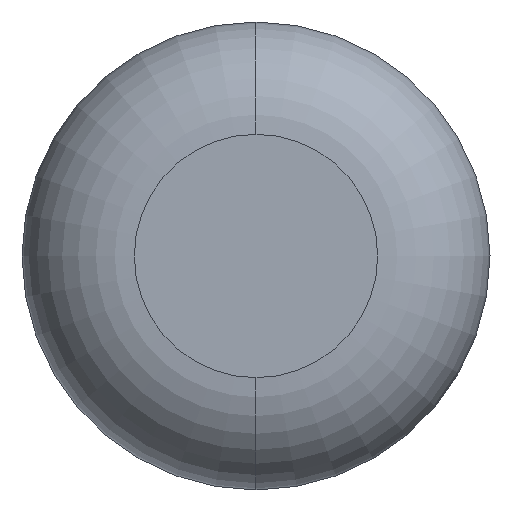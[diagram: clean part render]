
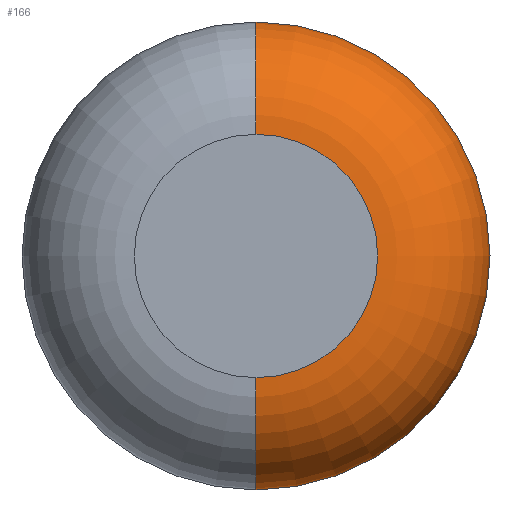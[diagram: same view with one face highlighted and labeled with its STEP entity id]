
A CAD part, front view. The second image highlights one B-rep face of the part: STEP entity #166.
In plain terms, the highlighted toroidal (fillet/blend) face has major radius 2.477 mm and minor radius 2.286 mm.
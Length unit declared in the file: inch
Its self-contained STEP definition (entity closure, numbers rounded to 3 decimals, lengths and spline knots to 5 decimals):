
#21 = FACE_OUTER_BOUND ( 'NONE', #31, .T. ) ;
#31 = EDGE_LOOP ( 'NONE', ( #265, #312, #470, #59 ) ) ;
#40 = CARTESIAN_POINT ( 'NONE',  ( 0., 0.09, 0. ) ) ;
#45 = DIRECTION ( 'NONE',  ( 0., 0., -1. ) ) ;
#52 = AXIS2_PLACEMENT_3D ( 'NONE', #40, #85, #159 ) ;
#53 = AXIS2_PLACEMENT_3D ( 'NONE', #250, #424, #540 ) ;
#59 = ORIENTED_EDGE ( 'NONE', *, *, #371, .F. ) ;
#67 = EDGE_CURVE ( 'NONE', #109, #173, #107, .T. ) ;
#79 = DIRECTION ( 'NONE',  ( 0., 0., -1. ) ) ;
#81 = AXIS2_PLACEMENT_3D ( 'NONE', #345, #205, #79 ) ;
#85 = DIRECTION ( 'NONE',  ( 0., -1., 0. ) ) ;
#92 = CARTESIAN_POINT ( 'NONE',  ( 0., 0.09, 0.1875 ) ) ;
#104 = DIRECTION ( 'NONE',  ( 1., 0., 0. ) ) ;
#107 = CIRCLE ( 'NONE', #142, 0.09 ) ;
#109 = VERTEX_POINT ( 'NONE', #92 ) ;
#142 = AXIS2_PLACEMENT_3D ( 'NONE', #532, #104, #278 ) ;
#159 = DIRECTION ( 'NONE',  ( 0., 0., -1. ) ) ;
#166 = ADVANCED_FACE ( 'NONE', ( #21 ), #431, .T. ) ;
#173 = VERTEX_POINT ( 'NONE', #447 ) ;
#184 = EDGE_CURVE ( 'NONE', #355, #173, #405, .T. ) ;
#194 = EDGE_CURVE ( 'NONE', #509, #109, #397, .T. ) ;
#205 = DIRECTION ( 'NONE',  ( 0., -1., 0. ) ) ;
#248 = CARTESIAN_POINT ( 'NONE',  ( 0., 0.09, 0. ) ) ;
#250 = CARTESIAN_POINT ( 'NONE',  ( 0., 0.09, -0.0975 ) ) ;
#265 = ORIENTED_EDGE ( 'NONE', *, *, #194, .T. ) ;
#278 = DIRECTION ( 'NONE',  ( 0., 0., -1. ) ) ;
#312 = ORIENTED_EDGE ( 'NONE', *, *, #67, .T. ) ;
#345 = CARTESIAN_POINT ( 'NONE',  ( 0., 0., 0. ) ) ;
#355 = VERTEX_POINT ( 'NONE', #426 ) ;
#364 = AXIS2_PLACEMENT_3D ( 'NONE', #248, #422, #45 ) ;
#365 = CIRCLE ( 'NONE', #53, 0.09 ) ;
#371 = EDGE_CURVE ( 'NONE', #509, #355, #365, .T. ) ;
#397 = CIRCLE ( 'NONE', #364, 0.1875 ) ;
#405 = CIRCLE ( 'NONE', #81, 0.0975 ) ;
#422 = DIRECTION ( 'NONE',  ( 0., -1., 0. ) ) ;
#424 = DIRECTION ( 'NONE',  ( -1., 0., 0. ) ) ;
#426 = CARTESIAN_POINT ( 'NONE',  ( 0., 0., -0.0975 ) ) ;
#431 = TOROIDAL_SURFACE ( 'NONE', #52, 0.0975, 0.09 ) ;
#447 = CARTESIAN_POINT ( 'NONE',  ( 0., 0., 0.0975 ) ) ;
#470 = ORIENTED_EDGE ( 'NONE', *, *, #184, .F. ) ;
#509 = VERTEX_POINT ( 'NONE', #520 ) ;
#520 = CARTESIAN_POINT ( 'NONE',  ( 0., 0.09, -0.1875 ) ) ;
#532 = CARTESIAN_POINT ( 'NONE',  ( 0., 0.09, 0.0975 ) ) ;
#540 = DIRECTION ( 'NONE',  ( 0., 0., 1. ) ) ;
